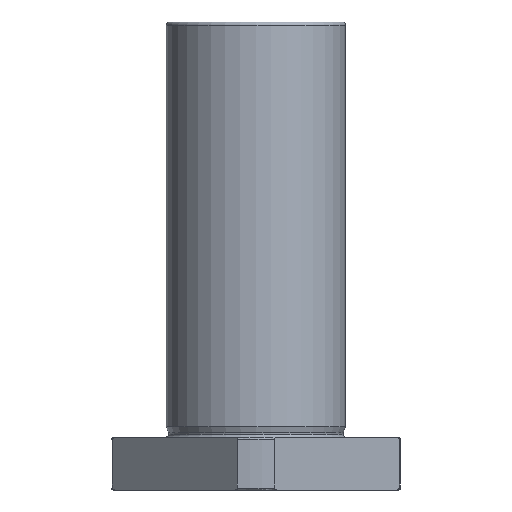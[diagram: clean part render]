
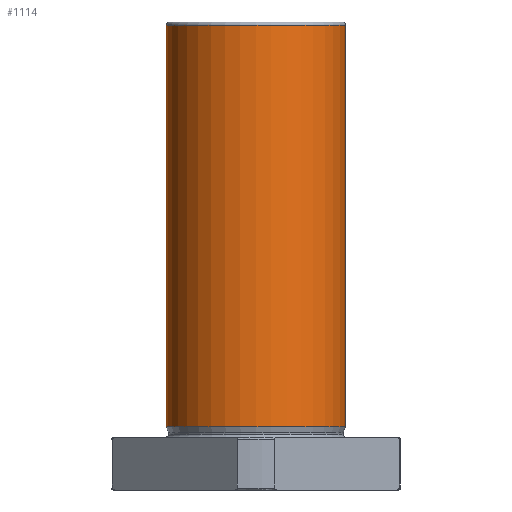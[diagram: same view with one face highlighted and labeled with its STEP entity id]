
A CAD part, front view. The second image highlights one B-rep face of the part: STEP entity #1114.
In plain terms, the highlighted cylindrical face has radius 23.494 mm (diameter 46.987 mm), a partial arc.
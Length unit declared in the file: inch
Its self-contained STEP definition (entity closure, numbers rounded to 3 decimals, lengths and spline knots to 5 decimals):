
#19 = DIRECTION ( 'NONE',  ( 0., 0., 1. ) ) ;
#59 = DIRECTION ( 'NONE',  ( 0., 0., 1. ) ) ;
#131 = CARTESIAN_POINT ( 'NONE',  ( 0.92495, 0., 4.8346 ) ) ;
#237 = EDGE_LOOP ( 'NONE', ( #899, #2050, #712, #253 ) ) ;
#253 = ORIENTED_EDGE ( 'NONE', *, *, #1216, .F. ) ;
#592 = LINE ( 'NONE', #3312, #601 ) ;
#601 = VECTOR ( 'NONE', #59, 39.37008 ) ;
#712 = ORIENTED_EDGE ( 'NONE', *, *, #774, .T. ) ;
#774 = EDGE_CURVE ( 'NONE', #1464, #2919, #979, .T. ) ;
#899 = ORIENTED_EDGE ( 'NONE', *, *, #1107, .F. ) ;
#979 = LINE ( 'NONE', #131, #2692 ) ;
#988 = CARTESIAN_POINT ( 'NONE',  ( 0., 0., 4.8346 ) ) ;
#1107 = EDGE_CURVE ( 'NONE', #3375, #1800, #592, .T. ) ;
#1114 = ADVANCED_FACE ( 'NONE', ( #1689 ), #3073, .T. ) ;
#1216 = EDGE_CURVE ( 'NONE', #1800, #2919, #1624, .T. ) ;
#1338 = DIRECTION ( 'NONE',  ( 1., 0., 0. ) ) ;
#1459 = DIRECTION ( 'NONE',  ( 0., 0., 1. ) ) ;
#1464 = VERTEX_POINT ( 'NONE', #2911 ) ;
#1624 = CIRCLE ( 'NONE', #3068, 0.92495 ) ;
#1689 = FACE_OUTER_BOUND ( 'NONE', #237, .T. ) ;
#1771 = CARTESIAN_POINT ( 'NONE',  ( -0.92495, 0., 4.8026 ) ) ;
#1773 = DIRECTION ( 'NONE',  ( 0., 0., 1. ) ) ;
#1800 = VERTEX_POINT ( 'NONE', #1771 ) ;
#2006 = CARTESIAN_POINT ( 'NONE',  ( 0., 0., 0.65233 ) ) ;
#2050 = ORIENTED_EDGE ( 'NONE', *, *, #3063, .T. ) ;
#2052 = AXIS2_PLACEMENT_3D ( 'NONE', #2006, #1459, #2954 ) ;
#2220 = CARTESIAN_POINT ( 'NONE',  ( 0., 0., 4.8026 ) ) ;
#2455 = CARTESIAN_POINT ( 'NONE',  ( -0.92495, 0., 0.65233 ) ) ;
#2692 = VECTOR ( 'NONE', #1773, 39.37008 ) ;
#2702 = DIRECTION ( 'NONE',  ( 0., 0., 1. ) ) ;
#2804 = AXIS2_PLACEMENT_3D ( 'NONE', #988, #2702, #3121 ) ;
#2911 = CARTESIAN_POINT ( 'NONE',  ( 0.92495, 0., 0.65233 ) ) ;
#2919 = VERTEX_POINT ( 'NONE', #3330 ) ;
#2954 = DIRECTION ( 'NONE',  ( 1., 0., 0. ) ) ;
#3063 = EDGE_CURVE ( 'NONE', #3375, #1464, #3525, .T. ) ;
#3068 = AXIS2_PLACEMENT_3D ( 'NONE', #2220, #19, #1338 ) ;
#3073 = CYLINDRICAL_SURFACE ( 'NONE', #2804, 0.92495 ) ;
#3121 = DIRECTION ( 'NONE',  ( 1., 0., 0. ) ) ;
#3312 = CARTESIAN_POINT ( 'NONE',  ( -0.92495, 0., 4.8346 ) ) ;
#3330 = CARTESIAN_POINT ( 'NONE',  ( 0.92495, 0., 4.8026 ) ) ;
#3375 = VERTEX_POINT ( 'NONE', #2455 ) ;
#3525 = CIRCLE ( 'NONE', #2052, 0.92495 ) ;
